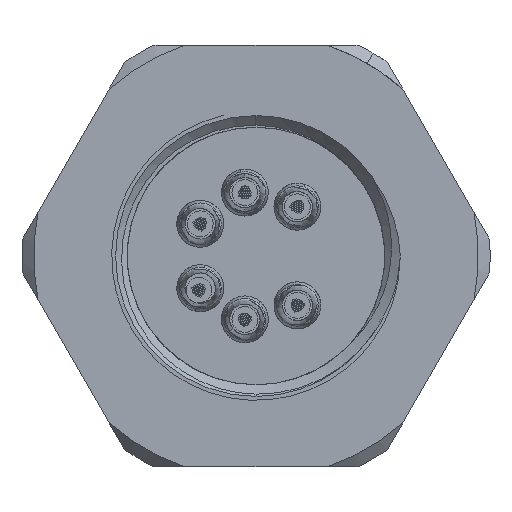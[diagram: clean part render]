
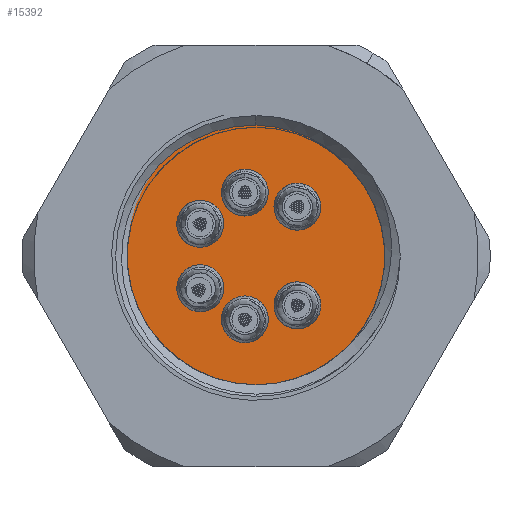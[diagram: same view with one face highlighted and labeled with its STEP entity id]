
A CAD part, left-side view. The second image highlights one B-rep face of the part: STEP entity #15392.
In plain terms, the highlighted face is planar.
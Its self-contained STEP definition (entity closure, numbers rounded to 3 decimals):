
#304 = EDGE_CURVE ( 'NONE', #10380, #1338, #33722, .T. ) ;
#586 = FACE_OUTER_BOUND ( 'NONE', #60702, .T. ) ;
#801 = CARTESIAN_POINT ( 'NONE',  ( 9.4, 0.478, -1.958 ) ) ;
#946 = ORIENTED_EDGE ( 'NONE', *, *, #32735, .T. ) ;
#1338 = VERTEX_POINT ( 'NONE', #801 ) ;
#1734 = CARTESIAN_POINT ( 'NONE',  ( 9.4, -1.768, -2.857 ) ) ;
#2628 = ORIENTED_EDGE ( 'NONE', *, *, #16205, .T. ) ;
#3144 = CARTESIAN_POINT ( 'NONE',  ( 9.4, 0.478, -3.458 ) ) ;
#3434 = DIRECTION ( 'NONE',  ( 0., 0., -1. ) ) ;
#3483 = CARTESIAN_POINT ( 'NONE',  ( 9.4, 0.478, 1.958 ) ) ;
#3603 = EDGE_CURVE ( 'NONE', #38107, #54391, #46742, .T. ) ;
#3612 = EDGE_LOOP ( 'NONE', ( #51501, #6689 ) ) ;
#4205 = VERTEX_POINT ( 'NONE', #24431 ) ;
#5274 = CARTESIAN_POINT ( 'NONE',  ( 9.4, 0.478, 2.708 ) ) ;
#5287 = FACE_BOUND ( 'NONE', #63957, .T. ) ;
#5357 = CIRCLE ( 'NONE', #57576, 0.75 ) ;
#5696 = DIRECTION ( 'NONE',  ( -1., 0., 0. ) ) ;
#6011 = CARTESIAN_POINT ( 'NONE',  ( 9.4, 2.382, 1.375 ) ) ;
#6689 = ORIENTED_EDGE ( 'NONE', *, *, #21863, .F. ) ;
#7706 = DIRECTION ( 'NONE',  ( -1., 0., 0. ) ) ;
#8163 = DIRECTION ( 'NONE',  ( 1., 0., 0. ) ) ;
#9974 = VERTEX_POINT ( 'NONE', #10217 ) ;
#10217 = CARTESIAN_POINT ( 'NONE',  ( 9.4, 2.382, 0.625 ) ) ;
#10380 = VERTEX_POINT ( 'NONE', #3144 ) ;
#11304 = FACE_BOUND ( 'NONE', #63955, .T. ) ;
#11380 = ORIENTED_EDGE ( 'NONE', *, *, #35349, .T. ) ;
#11393 = EDGE_CURVE ( 'NONE', #4205, #57670, #22093, .T. ) ;
#12396 = DIRECTION ( 'NONE',  ( 0., 0., 1. ) ) ;
#12850 = EDGE_CURVE ( 'NONE', #21284, #9974, #46783, .T. ) ;
#14052 = DIRECTION ( 'NONE',  ( 0., 0., -1. ) ) ;
#15067 = CARTESIAN_POINT ( 'NONE',  ( 9.4, 2.382, 1.375 ) ) ;
#15392 = ADVANCED_FACE ( 'NONE', ( #5287, #36329, #62327, #41971, #11304, #35992, #586 ), #21298, .F. ) ;
#15648 = VERTEX_POINT ( 'NONE', #18888 ) ;
#16205 = EDGE_CURVE ( 'NONE', #9974, #21284, #24104, .T. ) ;
#16295 = DIRECTION ( 'NONE',  ( 0., 0., 1. ) ) ;
#17858 = CARTESIAN_POINT ( 'NONE',  ( 9.4, 0., 0. ) ) ;
#18888 = CARTESIAN_POINT ( 'NONE',  ( 9.4, 0., 6. ) ) ;
#18900 = CARTESIAN_POINT ( 'NONE',  ( 9.4, 2.382, -1.375 ) ) ;
#19094 = ORIENTED_EDGE ( 'NONE', *, *, #12850, .T. ) ;
#20736 = CIRCLE ( 'NONE', #47372, 0.75 ) ;
#21284 = VERTEX_POINT ( 'NONE', #22493 ) ;
#21298 = PLANE ( 'NONE',  #62682 ) ;
#21863 = EDGE_CURVE ( 'NONE', #1338, #10380, #20736, .T. ) ;
#22093 = CIRCLE ( 'NONE', #65768, 0.75 ) ;
#22493 = CARTESIAN_POINT ( 'NONE',  ( 9.4, 2.382, 2.125 ) ) ;
#22544 = CARTESIAN_POINT ( 'NONE',  ( 9.4, 0., 0. ) ) ;
#22568 = VERTEX_POINT ( 'NONE', #58462 ) ;
#22644 = AXIS2_PLACEMENT_3D ( 'NONE', #17858, #8163, #59521 ) ;
#24097 = ORIENTED_EDGE ( 'NONE', *, *, #49442, .T. ) ;
#24104 = CIRCLE ( 'NONE', #31624, 0.75 ) ;
#24431 = CARTESIAN_POINT ( 'NONE',  ( 9.4, 2.382, -2.125 ) ) ;
#24797 = ORIENTED_EDGE ( 'NONE', *, *, #60209, .F. ) ;
#27459 = AXIS2_PLACEMENT_3D ( 'NONE', #51699, #46350, #31706 ) ;
#28503 = DIRECTION ( 'NONE',  ( 0., 0., 1. ) ) ;
#28735 = EDGE_CURVE ( 'NONE', #57670, #4205, #32819, .T. ) ;
#29051 = CARTESIAN_POINT ( 'NONE',  ( 9.4, -1.768, 2.857 ) ) ;
#30089 = CIRCLE ( 'NONE', #31135, 6. ) ;
#30155 = ORIENTED_EDGE ( 'NONE', *, *, #54609, .T. ) ;
#31135 = AXIS2_PLACEMENT_3D ( 'NONE', #22544, #42573, #32932 ) ;
#31624 = AXIS2_PLACEMENT_3D ( 'NONE', #6011, #5696, #47060 ) ;
#31706 = DIRECTION ( 'NONE',  ( 0., 0., -1. ) ) ;
#32339 = AXIS2_PLACEMENT_3D ( 'NONE', #58754, #58085, #42738 ) ;
#32735 = EDGE_CURVE ( 'NONE', #22568, #49565, #54388, .T. ) ;
#32819 = CIRCLE ( 'NONE', #27459, 0.75 ) ;
#32932 = DIRECTION ( 'NONE',  ( 0., 0., -1. ) ) ;
#33449 = DIRECTION ( 'NONE',  ( 1., 0., 0. ) ) ;
#33722 = CIRCLE ( 'NONE', #56072, 0.75 ) ;
#34218 = EDGE_CURVE ( 'NONE', #53011, #15648, #30089, .T. ) ;
#34360 = ORIENTED_EDGE ( 'NONE', *, *, #11393, .F. ) ;
#35120 = DIRECTION ( 'NONE',  ( -1., 0., 0. ) ) ;
#35349 = EDGE_CURVE ( 'NONE', #49565, #22568, #61061, .T. ) ;
#35992 = FACE_BOUND ( 'NONE', #58369, .T. ) ;
#36128 = AXIS2_PLACEMENT_3D ( 'NONE', #15067, #35120, #39775 ) ;
#36320 = CIRCLE ( 'NONE', #51278, 0.75 ) ;
#36329 = FACE_BOUND ( 'NONE', #46630, .T. ) ;
#38107 = VERTEX_POINT ( 'NONE', #1734 ) ;
#38183 = CARTESIAN_POINT ( 'NONE',  ( 9.4, -1.768, 2.107 ) ) ;
#38735 = CARTESIAN_POINT ( 'NONE',  ( 9.4, -1.768, -2.107 ) ) ;
#38757 = DIRECTION ( 'NONE',  ( 1., 0., 0. ) ) ;
#39124 = CARTESIAN_POINT ( 'NONE',  ( 9.4, 0.478, -2.708 ) ) ;
#39261 = DIRECTION ( 'NONE',  ( 1., 0., 0. ) ) ;
#39775 = DIRECTION ( 'NONE',  ( 0., 0., 1. ) ) ;
#39793 = DIRECTION ( 'NONE',  ( 1., 0., 0. ) ) ;
#40457 = CARTESIAN_POINT ( 'NONE',  ( 9.4, -1.768, -2.107 ) ) ;
#40533 = AXIS2_PLACEMENT_3D ( 'NONE', #38183, #58861, #28503 ) ;
#40536 = ORIENTED_EDGE ( 'NONE', *, *, #3603, .F. ) ;
#40633 = ORIENTED_EDGE ( 'NONE', *, *, #64783, .T. ) ;
#40645 = CARTESIAN_POINT ( 'NONE',  ( 9.4, -1.768, -1.357 ) ) ;
#40782 = DIRECTION ( 'NONE',  ( 0., 0., -1. ) ) ;
#41971 = FACE_BOUND ( 'NONE', #54994, .T. ) ;
#42573 = DIRECTION ( 'NONE',  ( 1., 0., 0. ) ) ;
#42738 = DIRECTION ( 'NONE',  ( 0., 0., 1. ) ) ;
#43819 = DIRECTION ( 'NONE',  ( 1., 0., 0. ) ) ;
#46350 = DIRECTION ( 'NONE',  ( 1., 0., 0. ) ) ;
#46630 = EDGE_LOOP ( 'NONE', ( #40536, #24797 ) ) ;
#46742 = CIRCLE ( 'NONE', #57412, 0.75 ) ;
#46783 = CIRCLE ( 'NONE', #36128, 0.75 ) ;
#47060 = DIRECTION ( 'NONE',  ( 0., 0., 1. ) ) ;
#47298 = AXIS2_PLACEMENT_3D ( 'NONE', #5274, #56322, #56661 ) ;
#47372 = AXIS2_PLACEMENT_3D ( 'NONE', #64118, #38757, #14052 ) ;
#47823 = ORIENTED_EDGE ( 'NONE', *, *, #28735, .F. ) ;
#48749 = DIRECTION ( 'NONE',  ( 0., 0., -1. ) ) ;
#49019 = CARTESIAN_POINT ( 'NONE',  ( 9.4, 2.382, -0.625 ) ) ;
#49442 = EDGE_CURVE ( 'NONE', #57333, #55817, #36320, .T. ) ;
#49565 = VERTEX_POINT ( 'NONE', #29051 ) ;
#50514 = ORIENTED_EDGE ( 'NONE', *, *, #34218, .T. ) ;
#51278 = AXIS2_PLACEMENT_3D ( 'NONE', #58084, #7706, #12396 ) ;
#51342 = CARTESIAN_POINT ( 'NONE',  ( 9.4, 4.6, 0. ) ) ;
#51501 = ORIENTED_EDGE ( 'NONE', *, *, #304, .F. ) ;
#51699 = CARTESIAN_POINT ( 'NONE',  ( 9.4, 2.382, -1.375 ) ) ;
#53011 = VERTEX_POINT ( 'NONE', #63891 ) ;
#54388 = CIRCLE ( 'NONE', #40533, 0.75 ) ;
#54391 = VERTEX_POINT ( 'NONE', #40645 ) ;
#54609 = EDGE_CURVE ( 'NONE', #55817, #57333, #63314, .T. ) ;
#54994 = EDGE_LOOP ( 'NONE', ( #34360, #47823 ) ) ;
#55707 = CIRCLE ( 'NONE', #22644, 6. ) ;
#55817 = VERTEX_POINT ( 'NONE', #56922 ) ;
#56072 = AXIS2_PLACEMENT_3D ( 'NONE', #39124, #43819, #3434 ) ;
#56322 = DIRECTION ( 'NONE',  ( -1., 0., 0. ) ) ;
#56661 = DIRECTION ( 'NONE',  ( 0., 0., 1. ) ) ;
#56922 = CARTESIAN_POINT ( 'NONE',  ( 9.4, 0.478, 3.458 ) ) ;
#57313 = DIRECTION ( 'NONE',  ( -1., 0., 0. ) ) ;
#57333 = VERTEX_POINT ( 'NONE', #3483 ) ;
#57412 = AXIS2_PLACEMENT_3D ( 'NONE', #38735, #33449, #48749 ) ;
#57576 = AXIS2_PLACEMENT_3D ( 'NONE', #40457, #39793, #40782 ) ;
#57670 = VERTEX_POINT ( 'NONE', #49019 ) ;
#58084 = CARTESIAN_POINT ( 'NONE',  ( 9.4, 0.478, 2.708 ) ) ;
#58085 = DIRECTION ( 'NONE',  ( -1., 0., 0. ) ) ;
#58369 = EDGE_LOOP ( 'NONE', ( #2628, #19094 ) ) ;
#58462 = CARTESIAN_POINT ( 'NONE',  ( 9.4, -1.768, 1.357 ) ) ;
#58754 = CARTESIAN_POINT ( 'NONE',  ( 9.4, -1.768, 2.107 ) ) ;
#58861 = DIRECTION ( 'NONE',  ( -1., 0., 0. ) ) ;
#59521 = DIRECTION ( 'NONE',  ( 0., 0., -1. ) ) ;
#59622 = DIRECTION ( 'NONE',  ( 0., 0., -1. ) ) ;
#60209 = EDGE_CURVE ( 'NONE', #54391, #38107, #5357, .T. ) ;
#60702 = EDGE_LOOP ( 'NONE', ( #50514, #40633 ) ) ;
#61061 = CIRCLE ( 'NONE', #32339, 0.75 ) ;
#62327 = FACE_BOUND ( 'NONE', #3612, .T. ) ;
#62682 = AXIS2_PLACEMENT_3D ( 'NONE', #51342, #57313, #16295 ) ;
#63314 = CIRCLE ( 'NONE', #47298, 0.75 ) ;
#63891 = CARTESIAN_POINT ( 'NONE',  ( 9.4, 0., -6. ) ) ;
#63955 = EDGE_LOOP ( 'NONE', ( #946, #11380 ) ) ;
#63957 = EDGE_LOOP ( 'NONE', ( #24097, #30155 ) ) ;
#64118 = CARTESIAN_POINT ( 'NONE',  ( 9.4, 0.478, -2.708 ) ) ;
#64783 = EDGE_CURVE ( 'NONE', #15648, #53011, #55707, .T. ) ;
#65768 = AXIS2_PLACEMENT_3D ( 'NONE', #18900, #39261, #59622 ) ;
